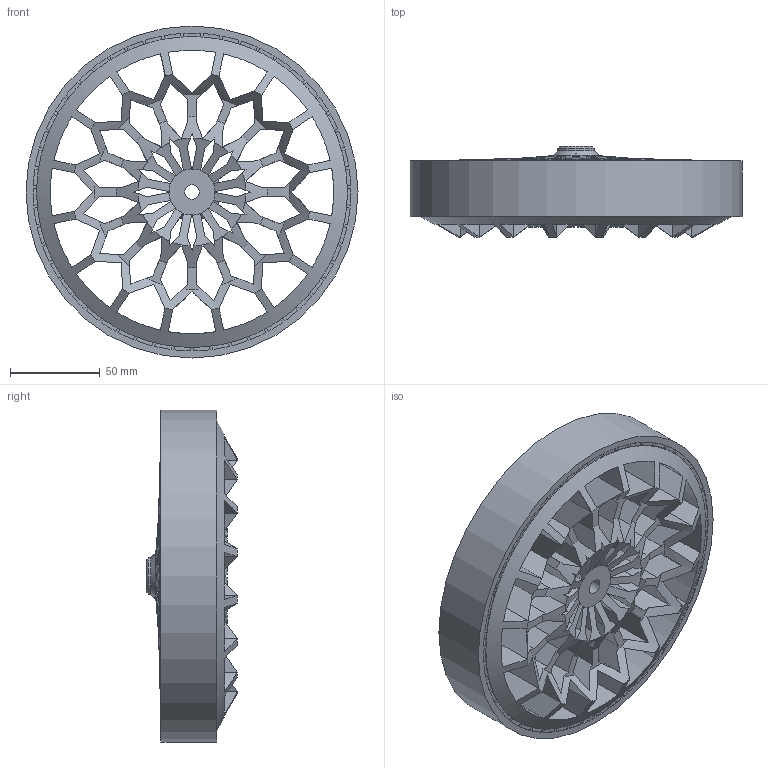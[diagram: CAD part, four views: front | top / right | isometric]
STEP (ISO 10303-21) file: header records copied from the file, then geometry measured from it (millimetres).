
FILE_DESCRIPTION(('STEP AP203'), '1');
FILE_NAME('levo_magnit _ -05', '2025-06-28T10:44:12', ('Ivan'), (''), 'C3D Converter', 'C3D Toolkit', '');
FILE_SCHEMA(('CONFIG_CONTROL_DESIGN'));
Length unit declared in the file: millimetre
Products named in the file (1): -10
Bounding box: 185 x 50.6 x 185 mm (x, y, z)
Surface area: 198513.7 mm2 (no closed solid volume)
Topology: 0 solids, 1 shells, 846 faces, 2617 edges, 1693 vertices
Faces by surface type: plane 570, cylinder 228, bspline 22, cone 18, extrusion 8
Full cylindrical faces by diameter (mm): 4.5 x4, 8.3 x1, 14.3 x1, 20.3 x1, 165 x1, 177 x1, 185 x1
Entity records: 37100 total; most frequent: CARTESIAN_POINT 14562, ORIENTED_EDGE 5190, DIRECTION 4200, EDGE_CURVE 2597, VERTEX_POINT 1689, AXIS2_PLACEMENT_3D 1468, VECTOR 1264, LINE 1256
